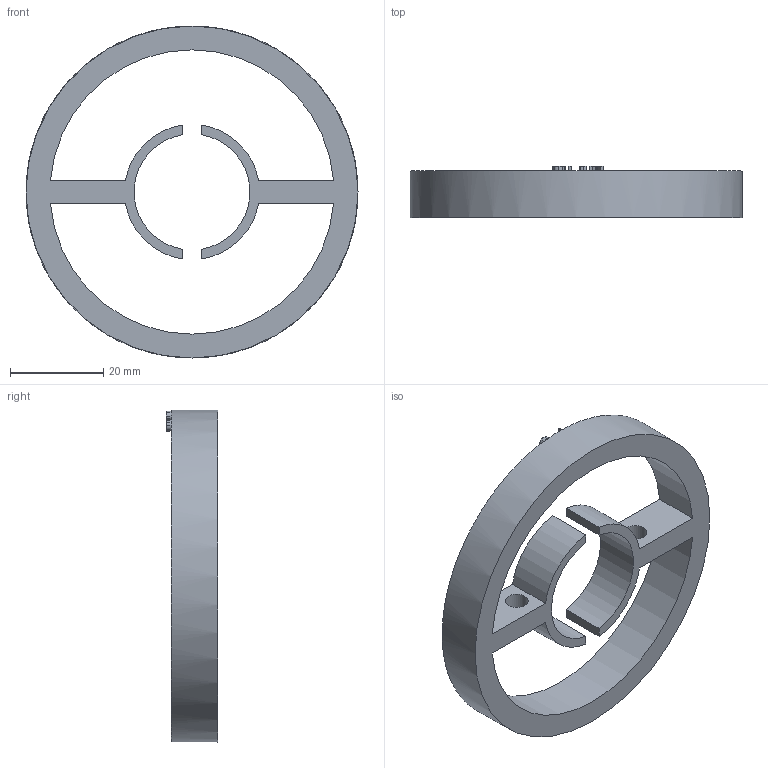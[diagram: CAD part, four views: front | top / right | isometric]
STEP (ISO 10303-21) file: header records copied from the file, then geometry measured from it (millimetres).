
FILE_DESCRIPTION(/* description */ (''),/* implementation_level */ '2;1');
FILE_NAME(/* name */ 'モーター固定部分 v8.step',/* time_stamp */ '2018-04-11T17:25:30+09:00',/* author */ ('iwataU5C66'),/* organization */ (''),/* preprocessor_version */ 'ST-DEVELOPER v16.13',/* originating_system */ 'Autodesk Translation Framework v6.5.0.72',/* authorisation */ '');
FILE_SCHEMA (('AUTOMOTIVE_DESIGN { 1 0 10303 214 3 1 1 }'));
Length unit declared in the file: millimetre
Products named in the file (1): モーター固定部分
Bounding box: 71.25 x 11 x 71.25 mm (x, y, z)
Volume: 13637.1 mm3; surface area: 9108.2 mm2
Topology: 1 solids, 1 shells, 82 faces, 222 edges, 148 vertices
Faces by surface type: bspline 39, plane 32, cylinder 11
Full cylindrical faces by diameter (mm): 5 x2, 71.25 x1
Entity records: 2983 total; most frequent: CARTESIAN_POINT 1116, ORIENTED_EDGE 444, DIRECTION 254, EDGE_CURVE 222, VERTEX_POINT 148, LINE 122, VECTOR 122, EDGE_LOOP 94
